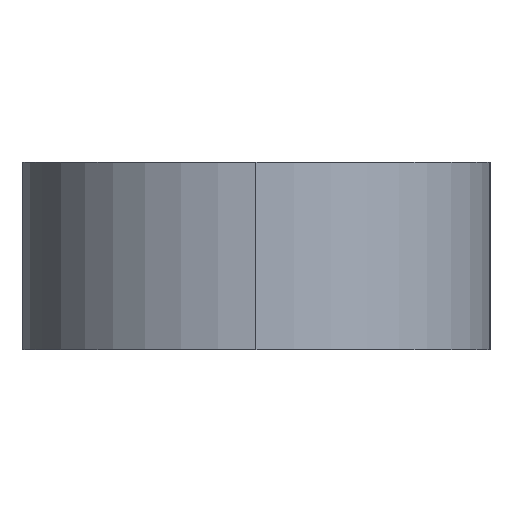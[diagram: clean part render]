
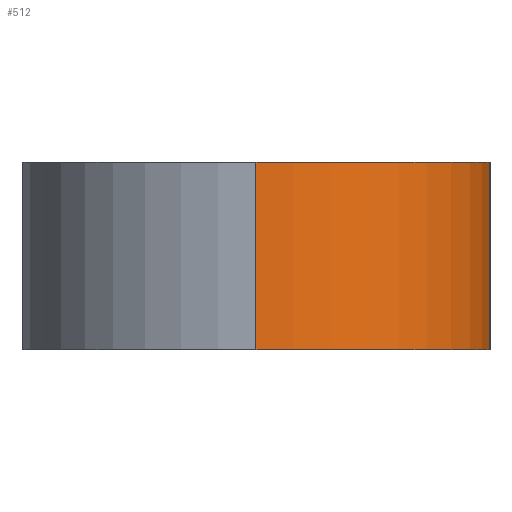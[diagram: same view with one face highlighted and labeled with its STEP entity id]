
A CAD part, left-side view. The second image highlights one B-rep face of the part: STEP entity #512.
In plain terms, the highlighted cylindrical face has radius 6.25 mm (diameter 12.5 mm), a partial arc.
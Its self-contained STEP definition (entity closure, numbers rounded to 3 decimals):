
#18 = DIRECTION ( 'NONE',  ( 1., 0., 0. ) ) ;
#28 = CIRCLE ( 'NONE', #370, 6.25 ) ;
#33 = DIRECTION ( 'NONE',  ( 1., 0., 0. ) ) ;
#35 = DIRECTION ( 'NONE',  ( 0., 0., -1. ) ) ;
#45 = LINE ( 'NONE', #408, #166 ) ;
#67 = VERTEX_POINT ( 'NONE', #451 ) ;
#88 = CARTESIAN_POINT ( 'NONE',  ( -115., 0., 5. ) ) ;
#98 = VERTEX_POINT ( 'NONE', #372 ) ;
#112 = CARTESIAN_POINT ( 'NONE',  ( -112.596, -5.769, 5. ) ) ;
#125 = DIRECTION ( 'NONE',  ( 0., 0., -1. ) ) ;
#156 = DIRECTION ( 'NONE',  ( 0., 0., 1. ) ) ;
#166 = VECTOR ( 'NONE', #125, 1000. ) ;
#192 = EDGE_LOOP ( 'NONE', ( #407, #479, #515, #215 ) ) ;
#196 = CARTESIAN_POINT ( 'NONE',  ( -121.25, 0., 0. ) ) ;
#212 = EDGE_CURVE ( 'NONE', #313, #67, #28, .T. ) ;
#214 = VECTOR ( 'NONE', #492, 1000. ) ;
#215 = ORIENTED_EDGE ( 'NONE', *, *, #485, .F. ) ;
#217 = CARTESIAN_POINT ( 'NONE',  ( -115., 0., 0. ) ) ;
#279 = CARTESIAN_POINT ( 'NONE',  ( -115., 0., 5. ) ) ;
#287 = AXIS2_PLACEMENT_3D ( 'NONE', #88, #35, #489 ) ;
#308 = EDGE_CURVE ( 'NONE', #98, #356, #502, .T. ) ;
#313 = VERTEX_POINT ( 'NONE', #196 ) ;
#327 = LINE ( 'NONE', #525, #214 ) ;
#331 = CYLINDRICAL_SURFACE ( 'NONE', #287, 6.25 ) ;
#356 = VERTEX_POINT ( 'NONE', #112 ) ;
#370 = AXIS2_PLACEMENT_3D ( 'NONE', #217, #506, #18 ) ;
#372 = CARTESIAN_POINT ( 'NONE',  ( -121.25, 0., 5. ) ) ;
#407 = ORIENTED_EDGE ( 'NONE', *, *, #308, .F. ) ;
#408 = CARTESIAN_POINT ( 'NONE',  ( -112.596, -5.769, 5. ) ) ;
#417 = AXIS2_PLACEMENT_3D ( 'NONE', #279, #156, #33 ) ;
#447 = FACE_OUTER_BOUND ( 'NONE', #192, .T. ) ;
#451 = CARTESIAN_POINT ( 'NONE',  ( -112.596, -5.769, 0. ) ) ;
#479 = ORIENTED_EDGE ( 'NONE', *, *, #496, .T. ) ;
#485 = EDGE_CURVE ( 'NONE', #356, #67, #45, .T. ) ;
#489 = DIRECTION ( 'NONE',  ( -1., 0., 0. ) ) ;
#492 = DIRECTION ( 'NONE',  ( 0., 0., -1. ) ) ;
#496 = EDGE_CURVE ( 'NONE', #98, #313, #327, .T. ) ;
#502 = CIRCLE ( 'NONE', #417, 6.25 ) ;
#506 = DIRECTION ( 'NONE',  ( 0., 0., 1. ) ) ;
#512 = ADVANCED_FACE ( 'NONE', ( #447 ), #331, .T. ) ;
#515 = ORIENTED_EDGE ( 'NONE', *, *, #212, .T. ) ;
#525 = CARTESIAN_POINT ( 'NONE',  ( -121.25, 0., 5. ) ) ;
